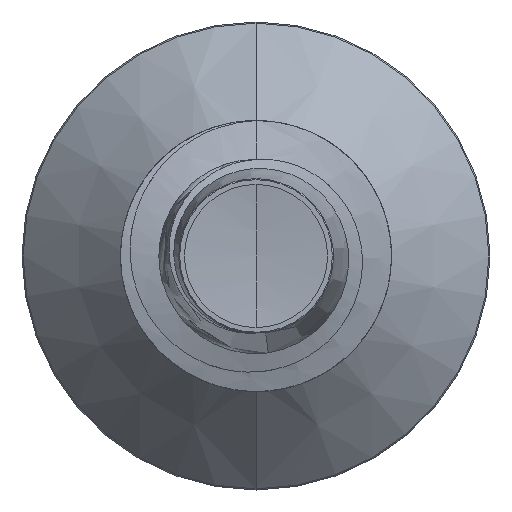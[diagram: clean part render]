
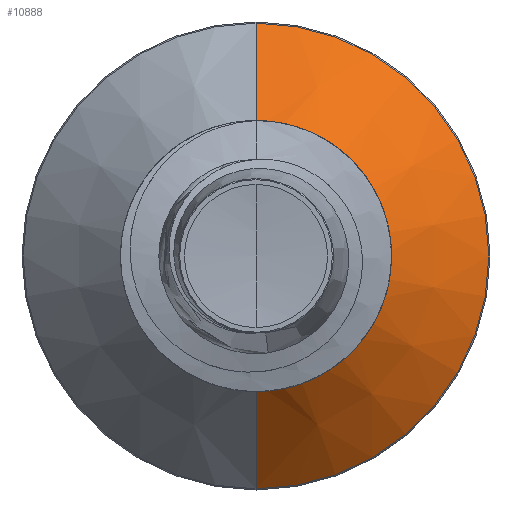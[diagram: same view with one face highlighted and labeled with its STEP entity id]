
A CAD part, front view. The second image highlights one B-rep face of the part: STEP entity #10888.
In plain terms, the highlighted conical face has half-angle 45 degrees and reference radius 1.034 mm.
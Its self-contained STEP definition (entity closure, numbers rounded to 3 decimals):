
#51 = DIRECTION ( 'NONE',  ( 0., 0., 1. ) ) ;
#894 = LINE ( 'NONE', #1535, #3758 ) ;
#1535 = CARTESIAN_POINT ( 'NONE',  ( 0., 8.784, 1.034 ) ) ;
#1883 = ORIENTED_EDGE ( 'NONE', *, *, #3668, .T. ) ;
#2073 = ORIENTED_EDGE ( 'NONE', *, *, #15247, .T. ) ;
#2383 = ORIENTED_EDGE ( 'NONE', *, *, #6545, .F. ) ;
#2405 = DIRECTION ( 'NONE',  ( 0., 1., 0. ) ) ;
#2650 = ORIENTED_EDGE ( 'NONE', *, *, #12023, .F. ) ;
#3423 = CIRCLE ( 'NONE', #9706, 1.034 ) ;
#3668 = EDGE_CURVE ( 'NONE', #15692, #8938, #3423, .T. ) ;
#3758 = VECTOR ( 'NONE', #5148, 1000. ) ;
#4400 = VERTEX_POINT ( 'NONE', #5093 ) ;
#5006 = CARTESIAN_POINT ( 'NONE',  ( 0., 8.784, -1.034 ) ) ;
#5093 = CARTESIAN_POINT ( 'NONE',  ( 0., 9.64, 1.89 ) ) ;
#5148 = DIRECTION ( 'NONE',  ( 0., 0.707, 0.707 ) ) ;
#6545 = EDGE_CURVE ( 'NONE', #4400, #8027, #12528, .T. ) ;
#6942 = DIRECTION ( 'NONE',  ( 0., 0.707, -0.707 ) ) ;
#7406 = DIRECTION ( 'NONE',  ( 0., 1., 0. ) ) ;
#8027 = VERTEX_POINT ( 'NONE', #9231 ) ;
#8160 = FACE_OUTER_BOUND ( 'NONE', #14546, .T. ) ;
#8938 = VERTEX_POINT ( 'NONE', #5006 ) ;
#9231 = CARTESIAN_POINT ( 'NONE',  ( 0., 9.64, -1.89 ) ) ;
#9289 = VECTOR ( 'NONE', #6942, 1000. ) ;
#9356 = CARTESIAN_POINT ( 'NONE',  ( 0., 8.784, 0. ) ) ;
#9692 = CARTESIAN_POINT ( 'NONE',  ( 0., 8.784, 0. ) ) ;
#9706 = AXIS2_PLACEMENT_3D ( 'NONE', #9692, #2405, #10880 ) ;
#10556 = DIRECTION ( 'NONE',  ( 0., 0., 1. ) ) ;
#10880 = DIRECTION ( 'NONE',  ( 0., 0., 1. ) ) ;
#10888 = ADVANCED_FACE ( 'NONE', ( #8160 ), #10964, .T. ) ;
#10964 = CONICAL_SURFACE ( 'NONE', #11779, 1.034, 0.785 ) ;
#11779 = AXIS2_PLACEMENT_3D ( 'NONE', #9356, #13043, #10556 ) ;
#12023 = EDGE_CURVE ( 'NONE', #15692, #4400, #894, .T. ) ;
#12528 = CIRCLE ( 'NONE', #13472, 1.89 ) ;
#13043 = DIRECTION ( 'NONE',  ( 0., 1., 0. ) ) ;
#13472 = AXIS2_PLACEMENT_3D ( 'NONE', #14681, #7406, #51 ) ;
#14222 = CARTESIAN_POINT ( 'NONE',  ( 0., 8.784, -1.034 ) ) ;
#14546 = EDGE_LOOP ( 'NONE', ( #1883, #2073, #2383, #2650 ) ) ;
#14681 = CARTESIAN_POINT ( 'NONE',  ( 0., 9.64, 0. ) ) ;
#15202 = CARTESIAN_POINT ( 'NONE',  ( 0., 8.784, 1.034 ) ) ;
#15247 = EDGE_CURVE ( 'NONE', #8938, #8027, #15778, .T. ) ;
#15692 = VERTEX_POINT ( 'NONE', #15202 ) ;
#15778 = LINE ( 'NONE', #14222, #9289 ) ;
